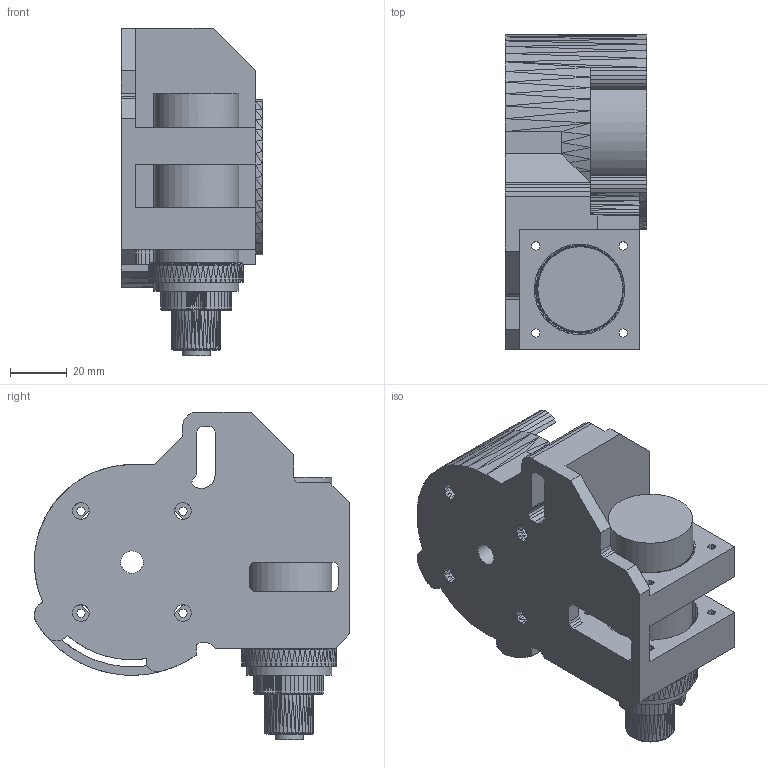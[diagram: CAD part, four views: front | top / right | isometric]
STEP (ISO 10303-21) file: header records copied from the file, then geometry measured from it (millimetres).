
FILE_DESCRIPTION(('FreeCAD Model'),'2;1');
FILE_NAME('Open CASCADE Shape Model','2024-12-21T16:10:33',(''),(''), 'Open CASCADE STEP processor 7.8','FreeCAD','Unknown');
FILE_SCHEMA(('AUTOMOTIVE_DESIGN { 1 0 10303 214 1 1 1 1 }'));
Length unit declared in the file: millimetre
Products named in the file (3): Assembly; PART_4; Tube
Assembly tree (2 placements, depth 2):
  Assembly
    PART_4
    Tube
Bounding box: 50 x 111.5 x 115.8 mm (x, y, z)
Volume: 240600 mm3; surface area: 65681.9 mm2
Topology: 3 solids, 3 shells, 3005 faces, 5670 edges, 2671 vertices
Faces by surface type: plane 2998, cylinder 7
Full cylindrical faces by diameter (mm): 6 x1, 8 x1, 10 x1, 30 x3, 40 x1
Entity records: 69356 total; most frequent: DIRECTION 11781, CARTESIAN_POINT 11349, ORIENTED_EDGE 11340, EDGE_CURVE 5670, LINE 5575, VECTOR 5575, AXIS2_PLACEMENT_3D 3103, FACE_BOUND 3055
